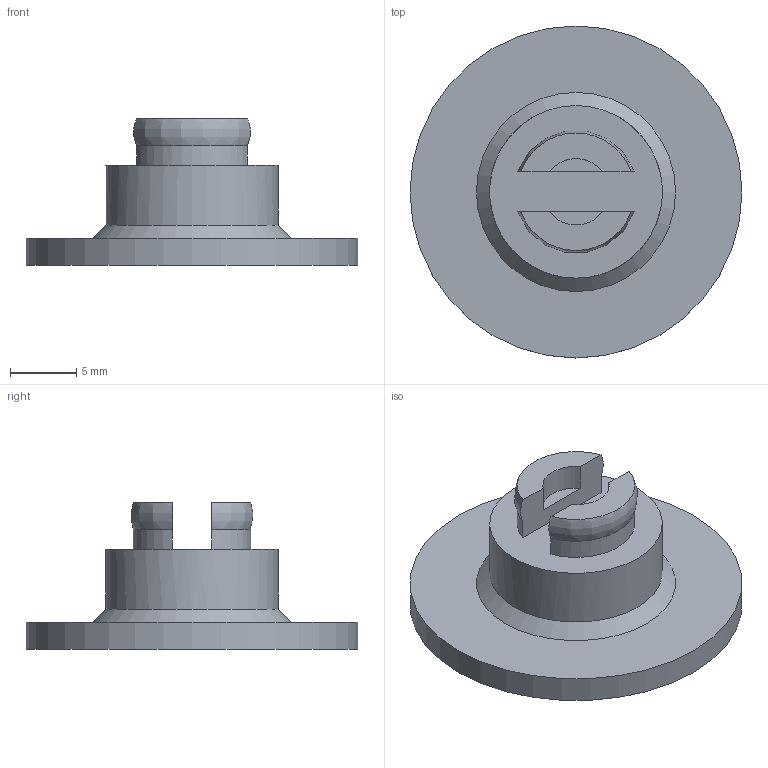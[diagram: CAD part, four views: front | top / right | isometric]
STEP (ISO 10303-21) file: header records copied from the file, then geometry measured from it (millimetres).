
FILE_DESCRIPTION(('FreeCAD Model'),'2;1');
FILE_NAME('Open CASCADE Shape Model','2025-01-13T20:19:07',('Author'),( ''),'Open CASCADE STEP processor 7.8','FreeCAD','Unknown');
FILE_SCHEMA(('AUTOMOTIVE_DESIGN { 1 0 10303 214 1 1 1 1 }'));
Length unit declared in the file: millimetre
Products named in the file (1): MagnetHolder
Bounding box: 25 x 25 x 11 mm (x, y, z)
Volume: 1852.9 mm3; surface area: 1482.1 mm2
Topology: 1 solids, 1 shells, 18 faces, 42 edges, 29 vertices
Faces by surface type: plane 9, cylinder 6, revolution 2, cone 1
Full cylindrical faces by diameter (mm): 13 x1, 25 x1
Entity records: 618 total; most frequent: CARTESIAN_POINT 161, DIRECTION 96, ORIENTED_EDGE 84, EDGE_CURVE 42, AXIS2_PLACEMENT_3D 38, VERTEX_POINT 29, FACE_BOUND 21, EDGE_LOOP 21
